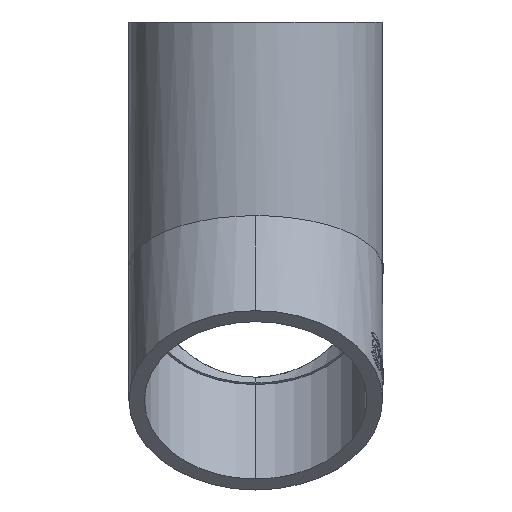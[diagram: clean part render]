
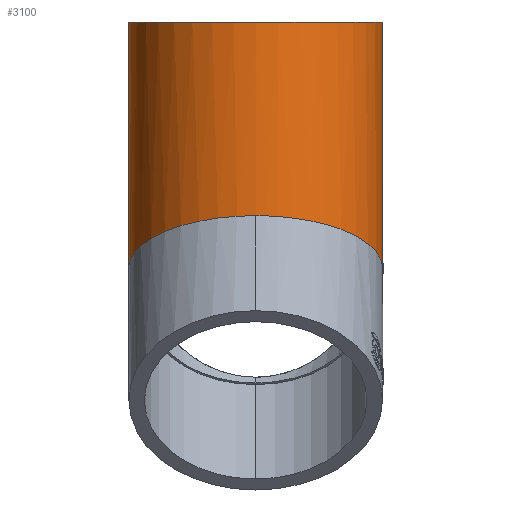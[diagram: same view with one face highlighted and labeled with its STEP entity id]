
A CAD part, front view. The second image highlights one B-rep face of the part: STEP entity #3100.
In plain terms, the highlighted cylindrical face has radius 42.75 mm (diameter 85.5 mm), a partial arc.
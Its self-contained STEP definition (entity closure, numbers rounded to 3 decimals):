
#218 = CIRCLE ( 'NONE', #6719, 42.75 ) ;
#235 = VERTEX_POINT ( 'NONE', #7163 ) ;
#400 = FACE_OUTER_BOUND ( 'NONE', #9552, .T. ) ;
#691 = EDGE_CURVE ( 'NONE', #7552, #6228, #9622, .T. ) ;
#894 = CARTESIAN_POINT ( 'NONE',  ( 42.75, 0., 0. ) ) ;
#1018 = ORIENTED_EDGE ( 'NONE', *, *, #9837, .F. ) ;
#1091 =( BOUNDED_CURVE ( )  B_SPLINE_CURVE ( 3, ( #10446, #8656, #9551, #5127 ),
 .UNSPECIFIED., .F., .T. ) 
 B_SPLINE_CURVE_WITH_KNOTS ( ( 4, 4 ),
 ( 3.142, 4.712 ),
 .UNSPECIFIED. ) 
 CURVE ( )  GEOMETRIC_REPRESENTATION_ITEM ( )  RATIONAL_B_SPLINE_CURVE ( ( 1., 0.805, 0.805, 1. ) ) 
 REPRESENTATION_ITEM ( '' )  );
#1313 = CYLINDRICAL_SURFACE ( 'NONE', #1336, 42.75 ) ;
#1336 = AXIS2_PLACEMENT_3D ( 'NONE', #4826, #7375, #10602 ) ;
#1993 = DIRECTION ( 'NONE',  ( 0., 0., -1. ) ) ;
#2477 = CARTESIAN_POINT ( 'NONE',  ( 25.042, -42.75, 17.708 ) ) ;
#2837 = DIRECTION ( 'NONE',  ( 1., 0., 0. ) ) ;
#2847 = CARTESIAN_POINT ( 'NONE',  ( -42.75, 0., 83. ) ) ;
#3100 = ADVANCED_FACE ( 'NONE', ( #400 ), #1313, .T. ) ;
#3153 = CARTESIAN_POINT ( 'NONE',  ( 42.75, 0., 83. ) ) ;
#3260 = CARTESIAN_POINT ( 'NONE',  ( 0., -42.75, 17.708 ) ) ;
#3563 = LINE ( 'NONE', #6120, #8418 ) ;
#4360 = EDGE_CURVE ( 'NONE', #6228, #235, #1091, .T. ) ;
#4574 = EDGE_CURVE ( 'NONE', #9092, #7552, #3563, .T. ) ;
#4826 = CARTESIAN_POINT ( 'NONE',  ( 0., 0., 83. ) ) ;
#5127 = CARTESIAN_POINT ( 'NONE',  ( -42.75, 0., 0. ) ) ;
#5440 = DIRECTION ( 'NONE',  ( 0., 0., 1. ) ) ;
#5474 = ORIENTED_EDGE ( 'NONE', *, *, #7677, .T. ) ;
#6120 = CARTESIAN_POINT ( 'NONE',  ( 42.75, 0., 83. ) ) ;
#6203 = ORIENTED_EDGE ( 'NONE', *, *, #4574, .F. ) ;
#6228 = VERTEX_POINT ( 'NONE', #3260 ) ;
#6573 = ORIENTED_EDGE ( 'NONE', *, *, #4360, .F. ) ;
#6658 = VECTOR ( 'NONE', #1993, 1000. ) ;
#6719 = AXIS2_PLACEMENT_3D ( 'NONE', #9809, #5440, #2837 ) ;
#7163 = CARTESIAN_POINT ( 'NONE',  ( -42.75, 0., 0. ) ) ;
#7375 = DIRECTION ( 'NONE',  ( 0., 0., -1. ) ) ;
#7552 = VERTEX_POINT ( 'NONE', #9366 ) ;
#7677 = EDGE_CURVE ( 'NONE', #7944, #235, #9767, .T. ) ;
#7944 = VERTEX_POINT ( 'NONE', #8108 ) ;
#8108 = CARTESIAN_POINT ( 'NONE',  ( -42.75, 0., 83. ) ) ;
#8226 = ORIENTED_EDGE ( 'NONE', *, *, #691, .F. ) ;
#8418 = VECTOR ( 'NONE', #10481, 1000. ) ;
#8613 = CARTESIAN_POINT ( 'NONE',  ( 0., -42.75, 17.708 ) ) ;
#8656 = CARTESIAN_POINT ( 'NONE',  ( -25.042, -42.75, 17.708 ) ) ;
#9092 = VERTEX_POINT ( 'NONE', #3153 ) ;
#9366 = CARTESIAN_POINT ( 'NONE',  ( 42.75, 0., 0. ) ) ;
#9397 = CARTESIAN_POINT ( 'NONE',  ( 42.75, -25.042, 10.373 ) ) ;
#9551 = CARTESIAN_POINT ( 'NONE',  ( -42.75, -25.042, 10.373 ) ) ;
#9552 = EDGE_LOOP ( 'NONE', ( #6203, #1018, #5474, #6573, #8226 ) ) ;
#9622 =( BOUNDED_CURVE ( )  B_SPLINE_CURVE ( 3, ( #894, #9397, #2477, #8613 ),
 .UNSPECIFIED., .F., .F. ) 
 B_SPLINE_CURVE_WITH_KNOTS ( ( 4, 4 ),
 ( 1.571, 3.142 ),
 .UNSPECIFIED. ) 
 CURVE ( )  GEOMETRIC_REPRESENTATION_ITEM ( )  RATIONAL_B_SPLINE_CURVE ( ( 1., 0.805, 0.805, 1. ) ) 
 REPRESENTATION_ITEM ( '' )  );
#9767 = LINE ( 'NONE', #2847, #6658 ) ;
#9809 = CARTESIAN_POINT ( 'NONE',  ( 0., 0., 83. ) ) ;
#9837 = EDGE_CURVE ( 'NONE', #7944, #9092, #218, .T. ) ;
#10446 = CARTESIAN_POINT ( 'NONE',  ( 0., -42.75, 17.708 ) ) ;
#10481 = DIRECTION ( 'NONE',  ( 0., 0., -1. ) ) ;
#10602 = DIRECTION ( 'NONE',  ( -1., 0., 0. ) ) ;
